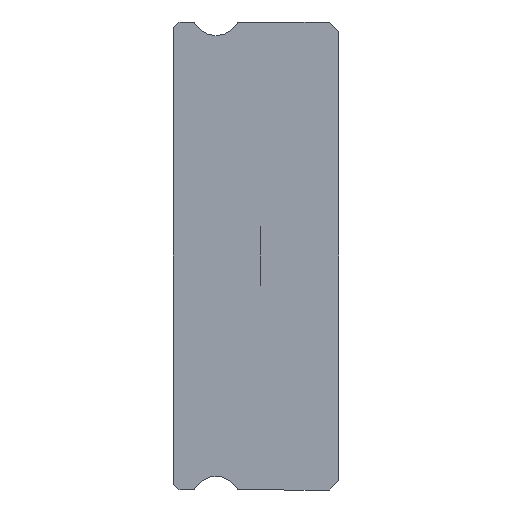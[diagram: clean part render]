
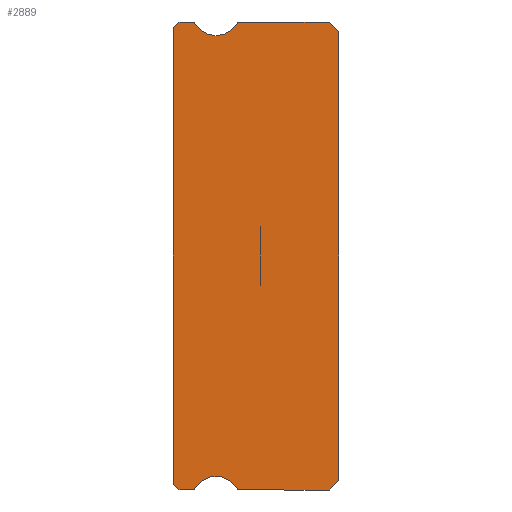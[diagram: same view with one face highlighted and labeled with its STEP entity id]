
A CAD part, left-side view. The second image highlights one B-rep face of the part: STEP entity #2889.
In plain terms, the highlighted planar face has unit normal (-1, 0, 0).
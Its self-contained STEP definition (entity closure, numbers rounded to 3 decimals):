
#46 = VECTOR ( 'NONE', #632, 1000. ) ;
#54 = VERTEX_POINT ( 'NONE', #3230 ) ;
#76 = DIRECTION ( 'NONE',  ( 0., 0., 1. ) ) ;
#78 = DIRECTION ( 'NONE',  ( -1., 0., 0. ) ) ;
#151 = ORIENTED_EDGE ( 'NONE', *, *, #3401, .F. ) ;
#168 = DIRECTION ( 'NONE',  ( 0., 0., -1. ) ) ;
#173 = EDGE_CURVE ( 'NONE', #3300, #2695, #4782, .T. ) ;
#177 = AXIS2_PLACEMENT_3D ( 'NONE', #2747, #78, #1152 ) ;
#220 = ORIENTED_EDGE ( 'NONE', *, *, #1660, .T. ) ;
#435 = ORIENTED_EDGE ( 'NONE', *, *, #5488, .F. ) ;
#448 = CARTESIAN_POINT ( 'NONE',  ( -10., 7.512, 12. ) ) ;
#593 = PLANE ( 'NONE',  #3742 ) ;
#632 = DIRECTION ( 'NONE',  ( 0., -0.707, -0.707 ) ) ;
#805 = ORIENTED_EDGE ( 'NONE', *, *, #2281, .T. ) ;
#886 = AXIS2_PLACEMENT_3D ( 'NONE', #1138, #5462, #5493 ) ;
#1048 = CARTESIAN_POINT ( 'NONE',  ( -10., 0., -11.5 ) ) ;
#1087 = AXIS2_PLACEMENT_3D ( 'NONE', #6012, #3319, #4424 ) ;
#1138 = CARTESIAN_POINT ( 'NONE',  ( -10., 5.088, -11.85 ) ) ;
#1152 = DIRECTION ( 'NONE',  ( 0., 0., -1. ) ) ;
#1182 = VECTOR ( 'NONE', #5520, 1000. ) ;
#1310 = EDGE_CURVE ( 'NONE', #3300, #1666, #3093, .T. ) ;
#1316 = DIRECTION ( 'NONE',  ( 0., 0., -1. ) ) ;
#1352 = EDGE_CURVE ( 'NONE', #2991, #2938, #3269, .T. ) ;
#1363 = VERTEX_POINT ( 'NONE', #5894 ) ;
#1366 = EDGE_CURVE ( 'NONE', #5998, #1784, #3701, .T. ) ;
#1380 = CARTESIAN_POINT ( 'NONE',  ( -10., 8.5, 11.7 ) ) ;
#1384 = EDGE_CURVE ( 'NONE', #2938, #2324, #4193, .T. ) ;
#1432 = CIRCLE ( 'NONE', #5979, 0.15 ) ;
#1459 = CARTESIAN_POINT ( 'NONE',  ( -10., 6.3, 11.3 ) ) ;
#1489 = VERTEX_POINT ( 'NONE', #3906 ) ;
#1544 = DIRECTION ( 'NONE',  ( 0., -1., 0. ) ) ;
#1576 = CARTESIAN_POINT ( 'NONE',  ( -10., 7.512, 12. ) ) ;
#1578 = CARTESIAN_POINT ( 'NONE',  ( -10., 5.217, 11.925 ) ) ;
#1660 = EDGE_CURVE ( 'NONE', #5824, #1666, #6228, .T. ) ;
#1666 = VERTEX_POINT ( 'NONE', #1380 ) ;
#1700 = ORIENTED_EDGE ( 'NONE', *, *, #1366, .F. ) ;
#1731 = CARTESIAN_POINT ( 'NONE',  ( -10., 7.512, -11.85 ) ) ;
#1749 = CARTESIAN_POINT ( 'NONE',  ( -10., 7.512, 11.85 ) ) ;
#1784 = VERTEX_POINT ( 'NONE', #1578 ) ;
#1974 = EDGE_CURVE ( 'NONE', #6306, #1489, #2286, .T. ) ;
#2003 = ORIENTED_EDGE ( 'NONE', *, *, #1310, .F. ) ;
#2012 = ORIENTED_EDGE ( 'NONE', *, *, #4053, .T. ) ;
#2035 = ORIENTED_EDGE ( 'NONE', *, *, #2758, .F. ) ;
#2155 = DIRECTION ( 'NONE',  ( 0., 0.707, -0.707 ) ) ;
#2281 = EDGE_CURVE ( 'NONE', #6306, #5824, #3379, .T. ) ;
#2286 = CIRCLE ( 'NONE', #6146, 0.15 ) ;
#2324 = VERTEX_POINT ( 'NONE', #4045 ) ;
#2543 = CARTESIAN_POINT ( 'NONE',  ( -10., 7.383, -11.925 ) ) ;
#2553 = CIRCLE ( 'NONE', #886, 0.15 ) ;
#2571 = DIRECTION ( 'NONE',  ( 0., 0.707, -0.707 ) ) ;
#2611 = VECTOR ( 'NONE', #4555, 1000. ) ;
#2612 = CARTESIAN_POINT ( 'NONE',  ( -10., 7.512, -12. ) ) ;
#2695 = VERTEX_POINT ( 'NONE', #3871 ) ;
#2713 = ORIENTED_EDGE ( 'NONE', *, *, #1352, .F. ) ;
#2743 = CARTESIAN_POINT ( 'NONE',  ( -10., 7.512, -12. ) ) ;
#2747 = CARTESIAN_POINT ( 'NONE',  ( -10., 6.3, 12.55 ) ) ;
#2758 = EDGE_CURVE ( 'NONE', #1489, #5998, #5385, .T. ) ;
#2858 = AXIS2_PLACEMENT_3D ( 'NONE', #3972, #6122, #1316 ) ;
#2889 = ADVANCED_FACE ( 'NONE', ( #6328 ), #593, .F. ) ;
#2938 = VERTEX_POINT ( 'NONE', #3821 ) ;
#2947 = VECTOR ( 'NONE', #2155, 1000. ) ;
#2991 = VERTEX_POINT ( 'NONE', #4393 ) ;
#3010 = EDGE_CURVE ( 'NONE', #2324, #3838, #2553, .T. ) ;
#3093 = LINE ( 'NONE', #6268, #2611 ) ;
#3151 = CARTESIAN_POINT ( 'NONE',  ( -10., 7.512, 11.85 ) ) ;
#3230 = CARTESIAN_POINT ( 'NONE',  ( -10., 0., 11.5 ) ) ;
#3269 = LINE ( 'NONE', #1048, #2947 ) ;
#3300 = VERTEX_POINT ( 'NONE', #5267 ) ;
#3319 = DIRECTION ( 'NONE',  ( 1., 0., 0. ) ) ;
#3322 = CARTESIAN_POINT ( 'NONE',  ( -10., 6.3, -12.55 ) ) ;
#3357 = VERTEX_POINT ( 'NONE', #4800 ) ;
#3379 = LINE ( 'NONE', #4940, #1182 ) ;
#3401 = EDGE_CURVE ( 'NONE', #3557, #3357, #1432, .T. ) ;
#3557 = VERTEX_POINT ( 'NONE', #2543 ) ;
#3634 = VERTEX_POINT ( 'NONE', #6566 ) ;
#3690 = DIRECTION ( 'NONE',  ( 0., -1., 0. ) ) ;
#3701 = CIRCLE ( 'NONE', #177, 1.25 ) ;
#3742 = AXIS2_PLACEMENT_3D ( 'NONE', #3151, #4144, #6359 ) ;
#3791 = DIRECTION ( 'NONE',  ( 0., 0., -1. ) ) ;
#3821 = CARTESIAN_POINT ( 'NONE',  ( -10., 0.5, -12. ) ) ;
#3838 = VERTEX_POINT ( 'NONE', #5177 ) ;
#3843 = DIRECTION ( 'NONE',  ( 1., 0., 0. ) ) ;
#3871 = CARTESIAN_POINT ( 'NONE',  ( -10., 8.2, -12. ) ) ;
#3906 = CARTESIAN_POINT ( 'NONE',  ( -10., 7.383, 11.925 ) ) ;
#3916 = CARTESIAN_POINT ( 'NONE',  ( -10., 8.2, 12. ) ) ;
#3972 = CARTESIAN_POINT ( 'NONE',  ( -10., 6.3, 12.55 ) ) ;
#4045 = CARTESIAN_POINT ( 'NONE',  ( -10., 5.088, -12. ) ) ;
#4053 = EDGE_CURVE ( 'NONE', #2991, #54, #5302, .T. ) ;
#4123 = EDGE_CURVE ( 'NONE', #1363, #54, #4176, .T. ) ;
#4144 = DIRECTION ( 'NONE',  ( 1., 0., 0. ) ) ;
#4176 = LINE ( 'NONE', #5322, #6723 ) ;
#4185 = CARTESIAN_POINT ( 'NONE',  ( -10., 8.2, -12. ) ) ;
#4193 = LINE ( 'NONE', #2612, #6794 ) ;
#4219 = AXIS2_PLACEMENT_3D ( 'NONE', #3322, #5982, #168 ) ;
#4262 = CARTESIAN_POINT ( 'NONE',  ( -10., 0., 11.5 ) ) ;
#4330 = EDGE_CURVE ( 'NONE', #1784, #3634, #4746, .T. ) ;
#4374 = ORIENTED_EDGE ( 'NONE', *, *, #4123, .F. ) ;
#4393 = CARTESIAN_POINT ( 'NONE',  ( -10., 0., -11.5 ) ) ;
#4424 = DIRECTION ( 'NONE',  ( 0., 0., -1. ) ) ;
#4485 = ORIENTED_EDGE ( 'NONE', *, *, #1384, .F. ) ;
#4510 = ORIENTED_EDGE ( 'NONE', *, *, #4839, .T. ) ;
#4555 = DIRECTION ( 'NONE',  ( 0., 0., 1. ) ) ;
#4571 = ORIENTED_EDGE ( 'NONE', *, *, #6217, .F. ) ;
#4624 = ORIENTED_EDGE ( 'NONE', *, *, #173, .T. ) ;
#4746 = CIRCLE ( 'NONE', #1087, 0.15 ) ;
#4747 = LINE ( 'NONE', #1576, #6106 ) ;
#4771 = VECTOR ( 'NONE', #76, 1000. ) ;
#4782 = LINE ( 'NONE', #4185, #46 ) ;
#4800 = CARTESIAN_POINT ( 'NONE',  ( -10., 7.512, -12. ) ) ;
#4839 = EDGE_CURVE ( 'NONE', #2695, #3357, #5851, .T. ) ;
#4891 = DIRECTION ( 'NONE',  ( 1., 0., 0. ) ) ;
#4940 = CARTESIAN_POINT ( 'NONE',  ( -10., 8.2, 12. ) ) ;
#4971 = ORIENTED_EDGE ( 'NONE', *, *, #3010, .F. ) ;
#5058 = CARTESIAN_POINT ( 'NONE',  ( -10., 8.5, 11.7 ) ) ;
#5177 = CARTESIAN_POINT ( 'NONE',  ( -10., 5.217, -11.925 ) ) ;
#5267 = CARTESIAN_POINT ( 'NONE',  ( -10., 8.5, -11.7 ) ) ;
#5302 = LINE ( 'NONE', #4262, #4771 ) ;
#5322 = CARTESIAN_POINT ( 'NONE',  ( -10., 0.5, 12. ) ) ;
#5345 = VECTOR ( 'NONE', #1544, 1000. ) ;
#5385 = CIRCLE ( 'NONE', #2858, 1.25 ) ;
#5400 = EDGE_LOOP ( 'NONE', ( #2003, #4624, #4510, #151, #435, #4971, #4485, #2713, #2012, #4374, #4571, #5754, #1700, #2035, #5922, #805, #220 ) ) ;
#5462 = DIRECTION ( 'NONE',  ( 1., 0., 0. ) ) ;
#5488 = EDGE_CURVE ( 'NONE', #3838, #3557, #6423, .T. ) ;
#5493 = DIRECTION ( 'NONE',  ( 0., 0., -1. ) ) ;
#5520 = DIRECTION ( 'NONE',  ( 0., 1., 0. ) ) ;
#5754 = ORIENTED_EDGE ( 'NONE', *, *, #4330, .F. ) ;
#5824 = VERTEX_POINT ( 'NONE', #3916 ) ;
#5851 = LINE ( 'NONE', #2743, #5345 ) ;
#5894 = CARTESIAN_POINT ( 'NONE',  ( -10., 0.5, 12. ) ) ;
#5922 = ORIENTED_EDGE ( 'NONE', *, *, #1974, .F. ) ;
#5966 = DIRECTION ( 'NONE',  ( 0., 0., -1. ) ) ;
#5979 = AXIS2_PLACEMENT_3D ( 'NONE', #1731, #3843, #5966 ) ;
#5982 = DIRECTION ( 'NONE',  ( -1., 0., 0. ) ) ;
#5998 = VERTEX_POINT ( 'NONE', #1459 ) ;
#6012 = CARTESIAN_POINT ( 'NONE',  ( -10., 5.088, 11.85 ) ) ;
#6106 = VECTOR ( 'NONE', #3690, 1000. ) ;
#6122 = DIRECTION ( 'NONE',  ( -1., 0., 0. ) ) ;
#6146 = AXIS2_PLACEMENT_3D ( 'NONE', #1749, #4891, #3791 ) ;
#6217 = EDGE_CURVE ( 'NONE', #3634, #1363, #4747, .T. ) ;
#6228 = LINE ( 'NONE', #5058, #6803 ) ;
#6253 = DIRECTION ( 'NONE',  ( 0., -0.707, -0.707 ) ) ;
#6268 = CARTESIAN_POINT ( 'NONE',  ( -10., 8.5, 11.85 ) ) ;
#6306 = VERTEX_POINT ( 'NONE', #448 ) ;
#6328 = FACE_OUTER_BOUND ( 'NONE', #5400, .T. ) ;
#6340 = DIRECTION ( 'NONE',  ( 0., 1., 0. ) ) ;
#6359 = DIRECTION ( 'NONE',  ( 0., 0., -1. ) ) ;
#6423 = CIRCLE ( 'NONE', #4219, 1.25 ) ;
#6566 = CARTESIAN_POINT ( 'NONE',  ( -10., 5.088, 12. ) ) ;
#6723 = VECTOR ( 'NONE', #6253, 1000. ) ;
#6794 = VECTOR ( 'NONE', #6340, 1000. ) ;
#6803 = VECTOR ( 'NONE', #2571, 1000. ) ;
